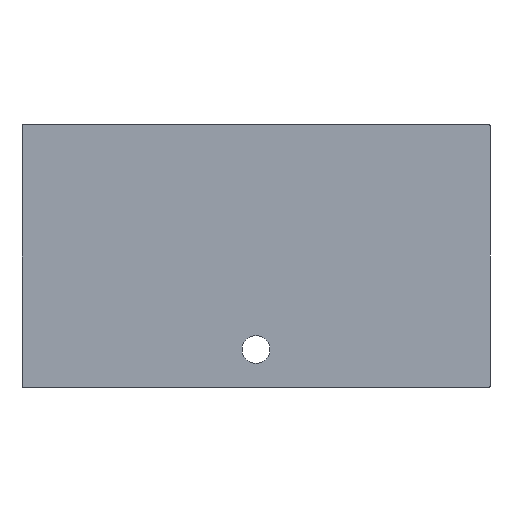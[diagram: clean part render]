
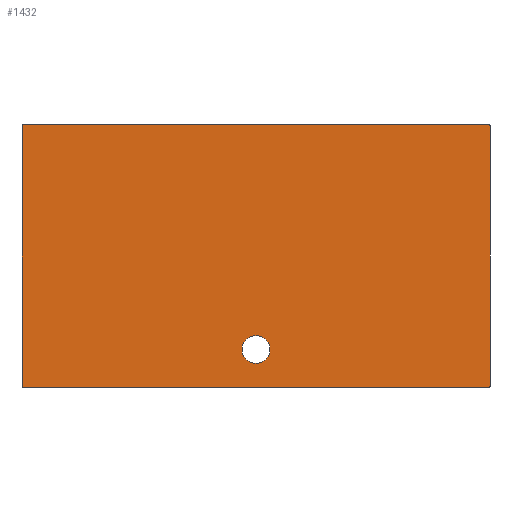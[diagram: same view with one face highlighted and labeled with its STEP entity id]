
A CAD part, front view. The second image highlights one B-rep face of the part: STEP entity #1432.
In plain terms, the highlighted planar face has unit normal (0, -1, 0).
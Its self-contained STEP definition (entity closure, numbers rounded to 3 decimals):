
#63 = CARTESIAN_POINT ( 'NONE',  ( 795.911, -26., 450.908 ) ) ;
#82 = CARTESIAN_POINT ( 'NONE',  ( 798.839, -26., -450.908 ) ) ;
#83 = EDGE_CURVE ( 'NONE', #601, #1885, #1910, .T. ) ;
#97 = DIRECTION ( 'NONE',  ( 0., 1., 0. ) ) ;
#110 = ORIENTED_EDGE ( 'NONE', *, *, #83, .F. ) ;
#114 = CARTESIAN_POINT ( 'NONE',  ( -795.911, -26., -450.908 ) ) ;
#118 = FACE_OUTER_BOUND ( 'NONE', #573, .T. ) ;
#131 = ORIENTED_EDGE ( 'NONE', *, *, #499, .F. ) ;
#150 = ORIENTED_EDGE ( 'NONE', *, *, #617, .T. ) ;
#188 = VECTOR ( 'NONE', #1811, 1000. ) ;
#215 = CARTESIAN_POINT ( 'NONE',  ( 0., -26., -367.5 ) ) ;
#227 = CARTESIAN_POINT ( 'NONE',  ( -795.911, -26., 450.908 ) ) ;
#333 = CARTESIAN_POINT ( 'NONE',  ( 795.911, -26., -450.908 ) ) ;
#366 = DIRECTION ( 'NONE',  ( 0., 0., 1. ) ) ;
#372 = CARTESIAN_POINT ( 'NONE',  ( -800.908, -26., 445.911 ) ) ;
#384 = CARTESIAN_POINT ( 'NONE',  ( -798.839, -26., 450.908 ) ) ;
#392 = CIRCLE ( 'NONE', #546, 47.5 ) ;
#396 = EDGE_LOOP ( 'NONE', ( #1318, #1196 ) ) ;
#398 = DIRECTION ( 'NONE',  ( 0., 0., 1. ) ) ;
#417 = EDGE_CURVE ( 'NONE', #1286, #1885, #1764, .T. ) ;
#441 = VERTEX_POINT ( 'NONE', #737 ) ;
#485 = EDGE_CURVE ( 'NONE', #441, #745, #829, .T. ) ;
#495 = PLANE ( 'NONE',  #1135 ) ;
#499 = EDGE_CURVE ( 'NONE', #597, #745, #888, .T. ) ;
#539 = ORIENTED_EDGE ( 'NONE', *, *, #1331, .T. ) ;
#546 = AXIS2_PLACEMENT_3D ( 'NONE', #1597, #1155, #366 ) ;
#557 = CARTESIAN_POINT ( 'NONE',  ( 0., -26., -320. ) ) ;
#561 = CARTESIAN_POINT ( 'NONE',  ( 795.911, -26., 450.908 ) ) ;
#573 = EDGE_LOOP ( 'NONE', ( #110, #150, #1650, #1090, #131, #539, #1006, #877 ) ) ;
#591 = CARTESIAN_POINT ( 'NONE',  ( 800.908, -26., 445.911 ) ) ;
#597 = VERTEX_POINT ( 'NONE', #333 ) ;
#601 = VERTEX_POINT ( 'NONE', #1906 ) ;
#617 = EDGE_CURVE ( 'NONE', #601, #902, #1841, .T. ) ;
#651 = LINE ( 'NONE', #1838, #1013 ) ;
#711 = CIRCLE ( 'NONE', #1168, 47.5 ) ;
#718 = CARTESIAN_POINT ( 'NONE',  ( 798.839, -26., 450.908 ) ) ;
#737 = CARTESIAN_POINT ( 'NONE',  ( -800.908, -26., -445.911 ) ) ;
#745 = VERTEX_POINT ( 'NONE', #114 ) ;
#829 =( BOUNDED_CURVE ( )  B_SPLINE_CURVE ( 3, ( #1210, #1815, #1351, #1201 ),
 .UNSPECIFIED., .F., .T. ) 
 B_SPLINE_CURVE_WITH_KNOTS ( ( 4, 4 ),
 ( 2.357, 3.926 ),
 .UNSPECIFIED. ) 
 CURVE ( )  GEOMETRIC_REPRESENTATION_ITEM ( )  RATIONAL_B_SPLINE_CURVE ( ( 1., 0.805, 0.805, 1. ) ) 
 REPRESENTATION_ITEM ( '' )  );
#841 = VERTEX_POINT ( 'NONE', #1957 ) ;
#842 = CARTESIAN_POINT ( 'NONE',  ( 800.908, -26., -445.911 ) ) ;
#855 = EDGE_CURVE ( 'NONE', #1286, #1854, #1156, .T. ) ;
#877 = ORIENTED_EDGE ( 'NONE', *, *, #417, .T. ) ;
#885 = CARTESIAN_POINT ( 'NONE',  ( 800.908, -26., 448.839 ) ) ;
#888 = LINE ( 'NONE', #1188, #1641 ) ;
#902 = VERTEX_POINT ( 'NONE', #1405 ) ;
#907 = DIRECTION ( 'NONE',  ( -1., 0., 0. ) ) ;
#941 = EDGE_CURVE ( 'NONE', #441, #902, #651, .T. ) ;
#1006 = ORIENTED_EDGE ( 'NONE', *, *, #855, .F. ) ;
#1013 = VECTOR ( 'NONE', #1254, 1000. ) ;
#1090 = ORIENTED_EDGE ( 'NONE', *, *, #485, .T. ) ;
#1135 = AXIS2_PLACEMENT_3D ( 'NONE', #1645, #1250, #1228 ) ;
#1149 = CARTESIAN_POINT ( 'NONE',  ( 800.908, -26., 445.911 ) ) ;
#1155 = DIRECTION ( 'NONE',  ( 0., 1., 0. ) ) ;
#1156 = LINE ( 'NONE', #1678, #1457 ) ;
#1168 = AXIS2_PLACEMENT_3D ( 'NONE', #557, #97, #398 ) ;
#1188 = CARTESIAN_POINT ( 'NONE',  ( 0., -26., -450.908 ) ) ;
#1196 = ORIENTED_EDGE ( 'NONE', *, *, #1898, .T. ) ;
#1201 = CARTESIAN_POINT ( 'NONE',  ( -795.911, -26., -450.908 ) ) ;
#1210 = CARTESIAN_POINT ( 'NONE',  ( -800.908, -26., -445.911 ) ) ;
#1228 = DIRECTION ( 'NONE',  ( 0., 0., 1. ) ) ;
#1250 = DIRECTION ( 'NONE',  ( 0., 1., 0. ) ) ;
#1254 = DIRECTION ( 'NONE',  ( 0., 0., 1. ) ) ;
#1286 = VERTEX_POINT ( 'NONE', #1149 ) ;
#1318 = ORIENTED_EDGE ( 'NONE', *, *, #1852, .T. ) ;
#1331 = EDGE_CURVE ( 'NONE', #597, #1854, #1478, .T. ) ;
#1351 = CARTESIAN_POINT ( 'NONE',  ( -798.839, -26., -450.908 ) ) ;
#1405 = CARTESIAN_POINT ( 'NONE',  ( -800.908, -26., 445.911 ) ) ;
#1432 = ADVANCED_FACE ( 'NONE', ( #1493, #118 ), #495, .F. ) ;
#1434 = CARTESIAN_POINT ( 'NONE',  ( 0., -26., 450.908 ) ) ;
#1457 = VECTOR ( 'NONE', #1706, 1000. ) ;
#1478 =( BOUNDED_CURVE ( )  B_SPLINE_CURVE ( 3, ( #1738, #82, #1589, #842 ),
 .UNSPECIFIED., .F., .T. ) 
 B_SPLINE_CURVE_WITH_KNOTS ( ( 4, 4 ),
 ( 2.357, 3.926 ),
 .UNSPECIFIED. ) 
 CURVE ( )  GEOMETRIC_REPRESENTATION_ITEM ( )  RATIONAL_B_SPLINE_CURVE ( ( 1., 0.805, 0.805, 1. ) ) 
 REPRESENTATION_ITEM ( '' )  );
#1493 = FACE_BOUND ( 'NONE', #396, .T. ) ;
#1589 = CARTESIAN_POINT ( 'NONE',  ( 800.908, -26., -448.839 ) ) ;
#1592 = CARTESIAN_POINT ( 'NONE',  ( -800.908, -26., 448.839 ) ) ;
#1597 = CARTESIAN_POINT ( 'NONE',  ( 0., -26., -320. ) ) ;
#1641 = VECTOR ( 'NONE', #907, 1000. ) ;
#1645 = CARTESIAN_POINT ( 'NONE',  ( 0., -26., 0. ) ) ;
#1650 = ORIENTED_EDGE ( 'NONE', *, *, #941, .F. ) ;
#1678 = CARTESIAN_POINT ( 'NONE',  ( 800.908, -26., 0. ) ) ;
#1706 = DIRECTION ( 'NONE',  ( 0., 0., -1. ) ) ;
#1738 = CARTESIAN_POINT ( 'NONE',  ( 795.911, -26., -450.908 ) ) ;
#1764 =( BOUNDED_CURVE ( )  B_SPLINE_CURVE ( 3, ( #591, #885, #718, #561 ),
 .UNSPECIFIED., .F., .F. ) 
 B_SPLINE_CURVE_WITH_KNOTS ( ( 4, 4 ),
 ( 2.357, 3.926 ),
 .UNSPECIFIED. ) 
 CURVE ( )  GEOMETRIC_REPRESENTATION_ITEM ( )  RATIONAL_B_SPLINE_CURVE ( ( 1., 0.805, 0.805, 1. ) ) 
 REPRESENTATION_ITEM ( '' )  );
#1811 = DIRECTION ( 'NONE',  ( 1., 0., 0. ) ) ;
#1815 = CARTESIAN_POINT ( 'NONE',  ( -800.908, -26., -448.839 ) ) ;
#1838 = CARTESIAN_POINT ( 'NONE',  ( -800.908, -26., 0. ) ) ;
#1841 =( BOUNDED_CURVE ( )  B_SPLINE_CURVE ( 3, ( #227, #384, #1592, #372 ),
 .UNSPECIFIED., .F., .T. ) 
 B_SPLINE_CURVE_WITH_KNOTS ( ( 4, 4 ),
 ( 2.357, 3.926 ),
 .UNSPECIFIED. ) 
 CURVE ( )  GEOMETRIC_REPRESENTATION_ITEM ( )  RATIONAL_B_SPLINE_CURVE ( ( 1., 0.805, 0.805, 1. ) ) 
 REPRESENTATION_ITEM ( '' )  );
#1852 = EDGE_CURVE ( 'NONE', #841, #1887, #392, .T. ) ;
#1854 = VERTEX_POINT ( 'NONE', #1905 ) ;
#1885 = VERTEX_POINT ( 'NONE', #63 ) ;
#1887 = VERTEX_POINT ( 'NONE', #215 ) ;
#1898 = EDGE_CURVE ( 'NONE', #1887, #841, #711, .T. ) ;
#1905 = CARTESIAN_POINT ( 'NONE',  ( 800.908, -26., -445.911 ) ) ;
#1906 = CARTESIAN_POINT ( 'NONE',  ( -795.911, -26., 450.908 ) ) ;
#1910 = LINE ( 'NONE', #1434, #188 ) ;
#1957 = CARTESIAN_POINT ( 'NONE',  ( 0., -26., -272.5 ) ) ;
